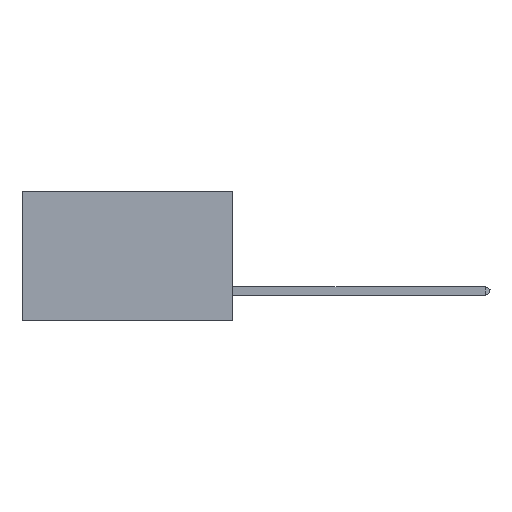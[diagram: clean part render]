
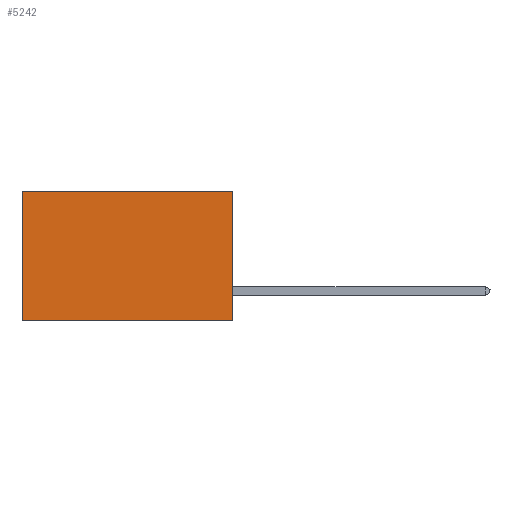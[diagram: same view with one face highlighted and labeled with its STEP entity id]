
A CAD part, left-side view. The second image highlights one B-rep face of the part: STEP entity #5242.
In plain terms, the highlighted planar face has unit normal (-1, 0, 0).
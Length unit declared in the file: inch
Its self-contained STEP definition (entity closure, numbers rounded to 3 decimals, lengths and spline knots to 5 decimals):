
#53 = VERTEX_POINT ( 'NONE', #19704 ) ;
#1646 = FACE_OUTER_BOUND ( 'NONE', #13788, .T. ) ;
#4481 = CARTESIAN_POINT ( 'NONE',  ( 0.2875, 0., 0. ) ) ;
#5242 = ADVANCED_FACE ( 'NONE', ( #1646 ), #30154, .F. ) ;
#5348 = CARTESIAN_POINT ( 'NONE',  ( 0.2875, 0.6, -0.37 ) ) ;
#5500 = ORIENTED_EDGE ( 'NONE', *, *, #39005, .F. ) ;
#11258 = VECTOR ( 'NONE', #20425, 39.37008 ) ;
#11469 = DIRECTION ( 'NONE',  ( 0., 1., 0. ) ) ;
#11827 = EDGE_CURVE ( 'NONE', #53, #39311, #14782, .T. ) ;
#13434 = VECTOR ( 'NONE', #34785, 39.37008 ) ;
#13788 = EDGE_LOOP ( 'NONE', ( #25949, #5500, #32064, #39364 ) ) ;
#14437 = CARTESIAN_POINT ( 'NONE',  ( 0.2875, 0., 0. ) ) ;
#14782 = LINE ( 'NONE', #40888, #11258 ) ;
#17566 = DIRECTION ( 'NONE',  ( 0., 0., -1. ) ) ;
#18488 = LINE ( 'NONE', #14437, #28996 ) ;
#18740 = CARTESIAN_POINT ( 'NONE',  ( 0.2875, 0., -0.37 ) ) ;
#19704 = CARTESIAN_POINT ( 'NONE',  ( 0.2875, 0.6, 0. ) ) ;
#20425 = DIRECTION ( 'NONE',  ( 0., 0., -1. ) ) ;
#23570 = DIRECTION ( 'NONE',  ( 1., 0., 0. ) ) ;
#23692 = LINE ( 'NONE', #37556, #39749 ) ;
#24993 = VERTEX_POINT ( 'NONE', #36495 ) ;
#25949 = ORIENTED_EDGE ( 'NONE', *, *, #11827, .T. ) ;
#26668 = VERTEX_POINT ( 'NONE', #37149 ) ;
#27727 = DIRECTION ( 'NONE',  ( 0., 0., -1. ) ) ;
#28996 = VECTOR ( 'NONE', #11469, 39.37008 ) ;
#29111 = EDGE_CURVE ( 'NONE', #24993, #26668, #23692, .T. ) ;
#30154 = PLANE ( 'NONE',  #33786 ) ;
#32064 = ORIENTED_EDGE ( 'NONE', *, *, #29111, .F. ) ;
#33497 = LINE ( 'NONE', #18740, #13434 ) ;
#33786 = AXIS2_PLACEMENT_3D ( 'NONE', #4481, #23570, #17566 ) ;
#34785 = DIRECTION ( 'NONE',  ( 0., 1., 0. ) ) ;
#36495 = CARTESIAN_POINT ( 'NONE',  ( 0.2875, 0., 0. ) ) ;
#37149 = CARTESIAN_POINT ( 'NONE',  ( 0.2875, 0., -0.37 ) ) ;
#37556 = CARTESIAN_POINT ( 'NONE',  ( 0.2875, 0., 0. ) ) ;
#39005 = EDGE_CURVE ( 'NONE', #26668, #39311, #33497, .T. ) ;
#39311 = VERTEX_POINT ( 'NONE', #5348 ) ;
#39364 = ORIENTED_EDGE ( 'NONE', *, *, #39884, .T. ) ;
#39749 = VECTOR ( 'NONE', #27727, 39.37008 ) ;
#39884 = EDGE_CURVE ( 'NONE', #24993, #53, #18488, .T. ) ;
#40888 = CARTESIAN_POINT ( 'NONE',  ( 0.2875, 0.6, 0. ) ) ;
